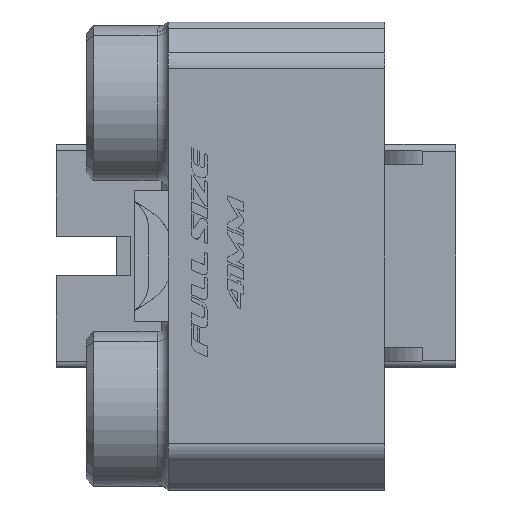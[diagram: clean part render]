
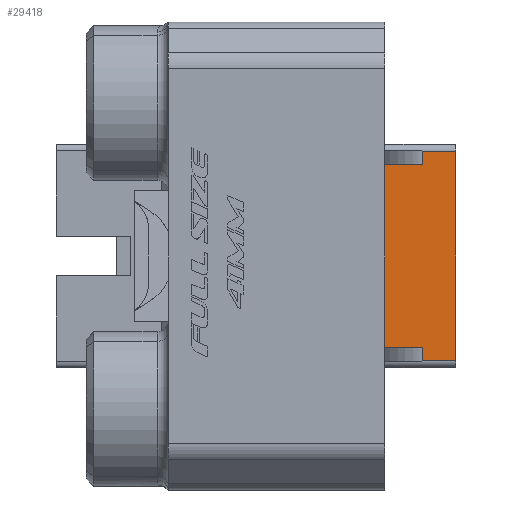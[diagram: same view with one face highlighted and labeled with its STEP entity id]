
A CAD part, left-side view. The second image highlights one B-rep face of the part: STEP entity #29418.
In plain terms, the highlighted planar face has unit normal (-1, 0, 0).
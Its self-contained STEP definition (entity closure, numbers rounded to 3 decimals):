
#336 = DIRECTION ( 'NONE',  ( 0., -1., 0. ) ) ;
#1864 = ORIENTED_EDGE ( 'NONE', *, *, #18512, .T. ) ;
#2807 = CARTESIAN_POINT ( 'NONE',  ( 13., -9.5, -14. ) ) ;
#4014 = VERTEX_POINT ( 'NONE', #29931 ) ;
#4290 = LINE ( 'NONE', #30507, #31739 ) ;
#4755 = ORIENTED_EDGE ( 'NONE', *, *, #31001, .T. ) ;
#4809 = ORIENTED_EDGE ( 'NONE', *, *, #25098, .F. ) ;
#5041 = EDGE_CURVE ( 'NONE', #7819, #4014, #15751, .T. ) ;
#5280 = VECTOR ( 'NONE', #7995, 1000. ) ;
#5591 = LINE ( 'NONE', #29641, #16779 ) ;
#5696 = VECTOR ( 'NONE', #7045, 1000. ) ;
#6412 = CARTESIAN_POINT ( 'NONE',  ( 13., 0., 12.2 ) ) ;
#6547 = ORIENTED_EDGE ( 'NONE', *, *, #22982, .T. ) ;
#7045 = DIRECTION ( 'NONE',  ( 0., 1., 0. ) ) ;
#7136 = CARTESIAN_POINT ( 'NONE',  ( 13., -7.074, 14. ) ) ;
#7819 = VERTEX_POINT ( 'NONE', #7136 ) ;
#7995 = DIRECTION ( 'NONE',  ( 0., 0., 1. ) ) ;
#8896 = LINE ( 'NONE', #2807, #24666 ) ;
#9448 = VERTEX_POINT ( 'NONE', #31117 ) ;
#9871 = ORIENTED_EDGE ( 'NONE', *, *, #5041, .T. ) ;
#13107 = CARTESIAN_POINT ( 'NONE',  ( 13., -2., -12.2 ) ) ;
#13685 = LINE ( 'NONE', #36868, #5280 ) ;
#14788 = ORIENTED_EDGE ( 'NONE', *, *, #21805, .T. ) ;
#15751 = LINE ( 'NONE', #24292, #23161 ) ;
#16425 = FACE_OUTER_BOUND ( 'NONE', #24320, .T. ) ;
#16662 = ORIENTED_EDGE ( 'NONE', *, *, #30592, .F. ) ;
#16779 = VECTOR ( 'NONE', #25897, 1000. ) ;
#16889 = CARTESIAN_POINT ( 'NONE',  ( 13., -7.074, -14. ) ) ;
#17386 = CARTESIAN_POINT ( 'NONE',  ( 13., -7.074, -12.2 ) ) ;
#18015 = DIRECTION ( 'NONE',  ( 0., 1., 0. ) ) ;
#18512 = EDGE_CURVE ( 'NONE', #4014, #37536, #32448, .T. ) ;
#18548 = DIRECTION ( 'NONE',  ( 0., 1., 0. ) ) ;
#18672 = AXIS2_PLACEMENT_3D ( 'NONE', #36931, #19284, #33523 ) ;
#19016 = LINE ( 'NONE', #22219, #5696 ) ;
#19284 = DIRECTION ( 'NONE',  ( 1., 0., 0. ) ) ;
#21009 = LINE ( 'NONE', #35452, #24972 ) ;
#21137 = VERTEX_POINT ( 'NONE', #13107 ) ;
#21805 = EDGE_CURVE ( 'NONE', #30470, #9448, #21009, .T. ) ;
#22080 = VERTEX_POINT ( 'NONE', #17386 ) ;
#22219 = CARTESIAN_POINT ( 'NONE',  ( 13., 0., -12.2 ) ) ;
#22486 = PLANE ( 'NONE',  #18672 ) ;
#22982 = EDGE_CURVE ( 'NONE', #9448, #7819, #4290, .T. ) ;
#23161 = VECTOR ( 'NONE', #27327, 1000. ) ;
#24292 = CARTESIAN_POINT ( 'NONE',  ( 13., -7.074, 14.2 ) ) ;
#24320 = EDGE_LOOP ( 'NONE', ( #1864, #16662, #4809, #34095, #4755, #14788, #6547, #9871 ) ) ;
#24519 = CARTESIAN_POINT ( 'NONE',  ( 13., -11.5, -14. ) ) ;
#24666 = VECTOR ( 'NONE', #336, 1000. ) ;
#24870 = VECTOR ( 'NONE', #18015, 1000. ) ;
#24972 = VECTOR ( 'NONE', #30129, 1000. ) ;
#25098 = EDGE_CURVE ( 'NONE', #22080, #21137, #19016, .T. ) ;
#25897 = DIRECTION ( 'NONE',  ( 0., 0., 1. ) ) ;
#27327 = DIRECTION ( 'NONE',  ( 0., 0., -1. ) ) ;
#29418 = ADVANCED_FACE ( 'NONE', ( #16425 ), #22486, .F. ) ;
#29641 = CARTESIAN_POINT ( 'NONE',  ( 13., -7.074, -14.2 ) ) ;
#29931 = CARTESIAN_POINT ( 'NONE',  ( 13., -7.074, 12.2 ) ) ;
#30123 = EDGE_CURVE ( 'NONE', #33639, #22080, #5591, .T. ) ;
#30129 = DIRECTION ( 'NONE',  ( 0., 0., 1. ) ) ;
#30470 = VERTEX_POINT ( 'NONE', #24519 ) ;
#30507 = CARTESIAN_POINT ( 'NONE',  ( 13., -9.5, 14. ) ) ;
#30592 = EDGE_CURVE ( 'NONE', #21137, #37536, #13685, .T. ) ;
#31001 = EDGE_CURVE ( 'NONE', #33639, #30470, #8896, .T. ) ;
#31117 = CARTESIAN_POINT ( 'NONE',  ( 13., -11.5, 14. ) ) ;
#31585 = CARTESIAN_POINT ( 'NONE',  ( 13., -2., 12.2 ) ) ;
#31739 = VECTOR ( 'NONE', #18548, 1000. ) ;
#32448 = LINE ( 'NONE', #6412, #24870 ) ;
#33523 = DIRECTION ( 'NONE',  ( 0., 0., -1. ) ) ;
#33639 = VERTEX_POINT ( 'NONE', #16889 ) ;
#34095 = ORIENTED_EDGE ( 'NONE', *, *, #30123, .F. ) ;
#35452 = CARTESIAN_POINT ( 'NONE',  ( 13., -11.5, 0. ) ) ;
#36868 = CARTESIAN_POINT ( 'NONE',  ( 13., -2., -12.2 ) ) ;
#36931 = CARTESIAN_POINT ( 'NONE',  ( 13., -9.5, 0. ) ) ;
#37536 = VERTEX_POINT ( 'NONE', #31585 ) ;
